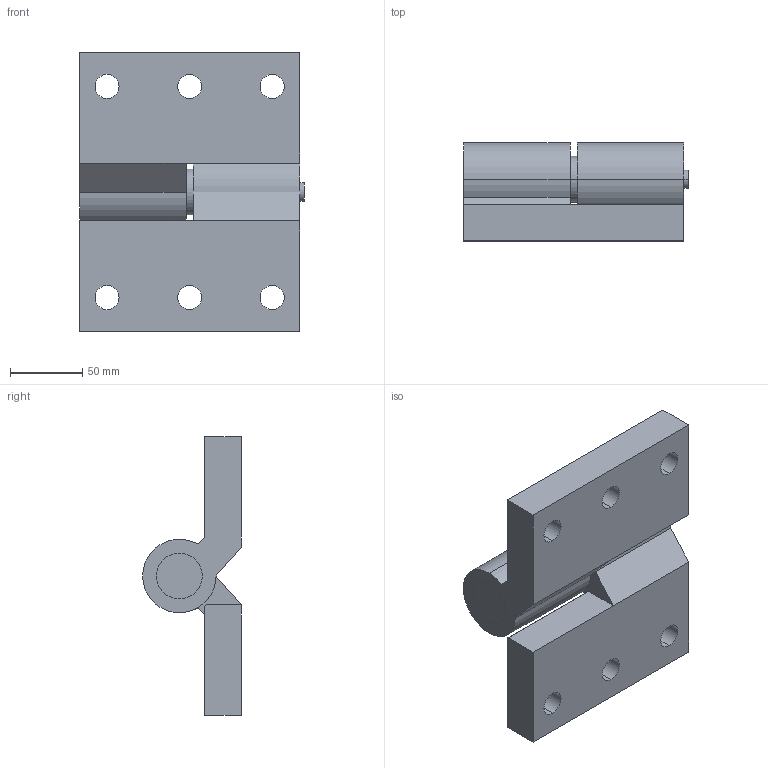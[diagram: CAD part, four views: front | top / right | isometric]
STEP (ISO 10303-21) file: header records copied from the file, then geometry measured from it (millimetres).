
FILE_DESCRIPTION (( 'STEP AP203' ), '1' );
FILE_NAME ('1828A61_Adjustable Heavy Duty Hinge.STEP', '2021-09-14T22:15:36', ( 'Administrator' ), ( 'Managed by Terraform' ), 'SwSTEP 2.0', 'SolidWorks 2017', '' );
FILE_SCHEMA (( 'CONFIG_CONTROL_DESIGN' ));
Length unit declared in the file: inch
Products named in the file (1): 1828A61_Adjustable Heavy Duty Hinge
Bounding box: 155.7 x 68.28 x 192.53 mm (x, y, z)
Volume: 897041.5 mm3; surface area: 132471.8 mm2
Topology: 3 solids, 3 shells, 56 faces, 142 edges, 94 vertices
Faces by surface type: cylinder 28, plane 28
Entity records: 1813 total; most frequent: DIRECTION 312, CARTESIAN_POINT 293, ORIENTED_EDGE 284, EDGE_CURVE 142, AXIS2_PLACEMENT_3D 113, VERTEX_POINT 94, LINE 86, VECTOR 86
